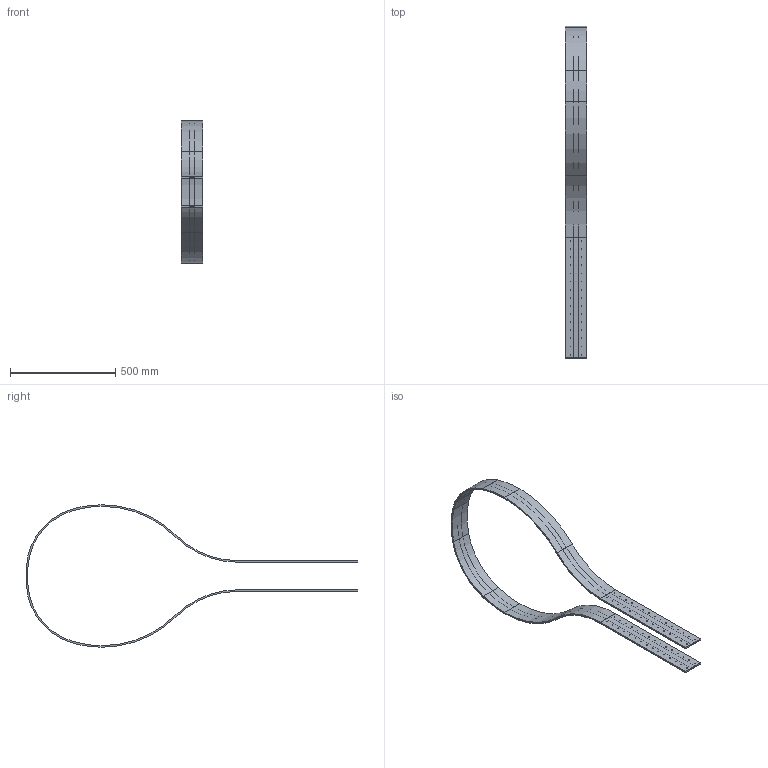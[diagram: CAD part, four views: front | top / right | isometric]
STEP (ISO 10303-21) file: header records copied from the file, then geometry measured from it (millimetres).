
FILE_DESCRIPTION (( 'STEP AP214' ), '1' );
FILE_NAME ('elephant collar payload - collar.STEP', '2020-09-10T10:39:07', ( '' ), ( '' ), 'SwSTEP 2.0', 'SolidWorks 2016', '' );
FILE_SCHEMA (( 'AUTOMOTIVE_DESIGN' ));
Length unit declared in the file: millimetre
Products named in the file (1): elephant collar payload - collar
Bounding box: 101 x 1578.84 x 677.25 mm (x, y, z)
Volume: 2597217.3 mm3; surface area: 1009499.9 mm2
Topology: 1 solids, 1 shells, 170 faces, 504 edges, 336 vertices
Faces by surface type: cylinder 156, plane 14
Entity records: 8028 total; most frequent: DIRECTION 1158, CARTESIAN_POINT 1011, ORIENTED_EDGE 1008, EDGE_CURVE 504, AXIS2_PLACEMENT_3D 483, VERTEX_POINT 336, CIRCLE 312, EDGE_LOOP 292
